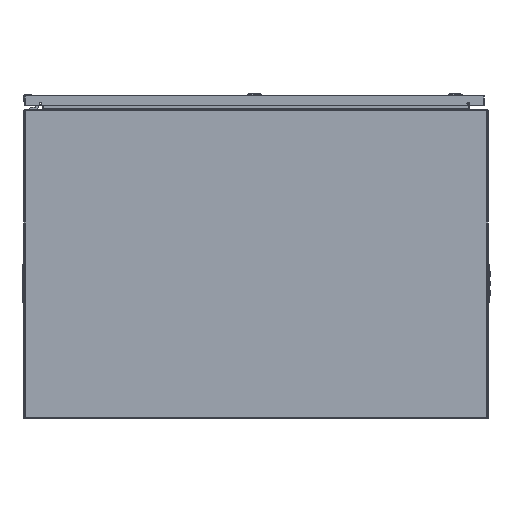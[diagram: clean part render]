
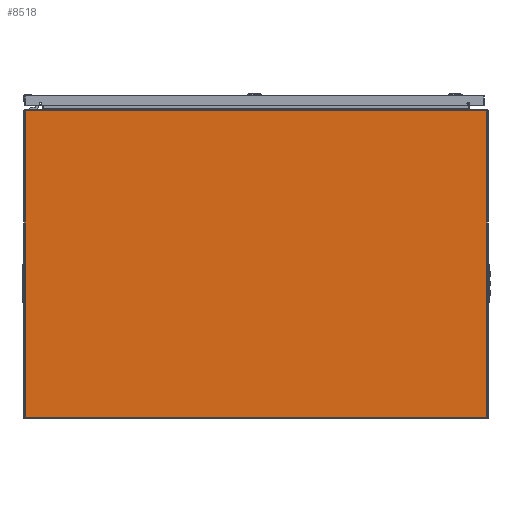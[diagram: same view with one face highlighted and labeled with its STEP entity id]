
A CAD part, front view. The second image highlights one B-rep face of the part: STEP entity #8518.
In plain terms, the highlighted planar face has unit normal (0, -1, 0).
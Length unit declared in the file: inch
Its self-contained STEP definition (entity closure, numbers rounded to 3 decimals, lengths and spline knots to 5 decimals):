
#8518 = ADVANCED_FACE ( 'NONE', ( #44499 ), #70534, .F. ) ;
#8557 = CARTESIAN_POINT ( 'NONE',  ( -17.88189, -30., 11.88189 ) ) ;
#10019 = VECTOR ( 'NONE', #76117, 39.37008 ) ;
#12714 = CARTESIAN_POINT ( 'NONE',  ( -17.88189, -30., -11.88189 ) ) ;
#13354 = EDGE_LOOP ( 'NONE', ( #60683, #51445, #18919, #76605 ) ) ;
#13795 = CARTESIAN_POINT ( 'NONE',  ( -18., -30., 12. ) ) ;
#17096 = VECTOR ( 'NONE', #66367, 39.37008 ) ;
#18919 = ORIENTED_EDGE ( 'NONE', *, *, #56332, .T. ) ;
#26009 = DIRECTION ( 'NONE',  ( 0., 0., 1. ) ) ;
#35202 = VERTEX_POINT ( 'NONE', #8557 ) ;
#36254 = LINE ( 'NONE', #61865, #10019 ) ;
#38994 = EDGE_CURVE ( 'NONE', #35202, #67181, #47116, .T. ) ;
#40749 = CARTESIAN_POINT ( 'NONE',  ( 17.88189, -30., 12. ) ) ;
#41168 = LINE ( 'NONE', #40749, #17096 ) ;
#41248 = DIRECTION ( 'NONE',  ( 0., 0., -1. ) ) ;
#42292 = VERTEX_POINT ( 'NONE', #58189 ) ;
#44086 = EDGE_CURVE ( 'NONE', #42292, #35202, #36254, .T. ) ;
#44499 = FACE_OUTER_BOUND ( 'NONE', #13354, .T. ) ;
#45755 = CARTESIAN_POINT ( 'NONE',  ( 18., -30., -11.88189 ) ) ;
#46262 = CARTESIAN_POINT ( 'NONE',  ( 17.88189, -30., -11.88189 ) ) ;
#47106 = EDGE_CURVE ( 'NONE', #67181, #72507, #77251, .T. ) ;
#47116 = LINE ( 'NONE', #53411, #64504 ) ;
#51445 = ORIENTED_EDGE ( 'NONE', *, *, #47106, .T. ) ;
#53411 = CARTESIAN_POINT ( 'NONE',  ( -17.88189, -30., 12. ) ) ;
#56332 = EDGE_CURVE ( 'NONE', #72507, #42292, #41168, .T. ) ;
#57905 = DIRECTION ( 'NONE',  ( 0., 1., 0. ) ) ;
#58189 = CARTESIAN_POINT ( 'NONE',  ( 17.88189, -30., 11.88189 ) ) ;
#60683 = ORIENTED_EDGE ( 'NONE', *, *, #38994, .T. ) ;
#61764 = AXIS2_PLACEMENT_3D ( 'NONE', #13795, #57905, #26009 ) ;
#61865 = CARTESIAN_POINT ( 'NONE',  ( -18., -30., 11.88189 ) ) ;
#62208 = VECTOR ( 'NONE', #65900, 39.37008 ) ;
#64504 = VECTOR ( 'NONE', #41248, 39.37008 ) ;
#65900 = DIRECTION ( 'NONE',  ( 1., 0., 0. ) ) ;
#66367 = DIRECTION ( 'NONE',  ( 0., 0., 1. ) ) ;
#67181 = VERTEX_POINT ( 'NONE', #12714 ) ;
#70534 = PLANE ( 'NONE',  #61764 ) ;
#72507 = VERTEX_POINT ( 'NONE', #46262 ) ;
#76117 = DIRECTION ( 'NONE',  ( -1., 0., 0. ) ) ;
#76605 = ORIENTED_EDGE ( 'NONE', *, *, #44086, .T. ) ;
#77251 = LINE ( 'NONE', #45755, #62208 ) ;
